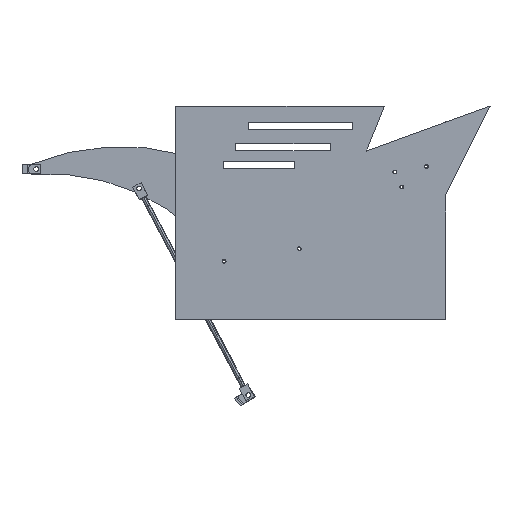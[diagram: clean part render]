
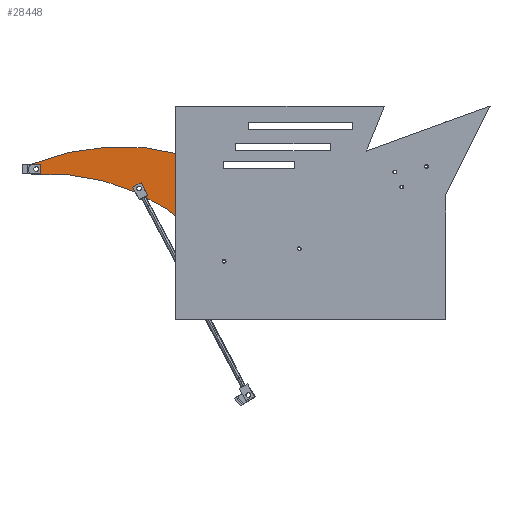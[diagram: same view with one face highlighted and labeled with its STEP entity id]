
A CAD part, left-side view. The second image highlights one B-rep face of the part: STEP entity #28448.
In plain terms, the highlighted face is planar.
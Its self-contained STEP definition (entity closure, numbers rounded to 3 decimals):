
#27352=CARTESIAN_POINT('Vertex',(76.381,0.,331.005)) ;
#27357=CARTESIAN_POINT('Axis2P3D Location',(71.381,0.,331.005)) ;
#27361=CARTESIAN_POINT('Vertex',(66.381,0.,331.005)) ;
#27383=CARTESIAN_POINT('Axis2P3D Location',(71.381,0.,331.005)) ;
#27409=CARTESIAN_POINT('Vertex',(-140.377,0.,290.283)) ;
#27414=CARTESIAN_POINT('Axis2P3D Location',(-145.377,0.,290.283)) ;
#27418=CARTESIAN_POINT('Vertex',(-150.377,0.,290.283)) ;
#27440=CARTESIAN_POINT('Axis2P3D Location',(-145.377,0.,290.283)) ;
#28181=CARTESIAN_POINT('Vertex',(-508.301,0.,177.552)) ;
#28187=CARTESIAN_POINT('Control Point',(-310.779,0.,147.813)) ;
#28188=CARTESIAN_POINT('Control Point',(-311.593,0.,147.907)) ;
#28189=CARTESIAN_POINT('Control Point',(-312.41,0.,148.001)) ;
#28190=CARTESIAN_POINT('Control Point',(-313.229,0.,148.095)) ;
#28191=CARTESIAN_POINT('Control Point',(-316.082,0.,148.421)) ;
#28192=CARTESIAN_POINT('Control Point',(-318.934,0.,148.746)) ;
#28193=CARTESIAN_POINT('Control Point',(-320.964,0.,148.977)) ;
#28194=CARTESIAN_POINT('Control Point',(-325.024,0.,149.439)) ;
#28195=CARTESIAN_POINT('Control Point',(-329.083,0.,149.9)) ;
#28196=CARTESIAN_POINT('Control Point',(-331.113,0.,150.13)) ;
#28197=CARTESIAN_POINT('Control Point',(-337.201,0.,150.82)) ;
#28198=CARTESIAN_POINT('Control Point',(-343.288,0.,151.512)) ;
#28199=CARTESIAN_POINT('Control Point',(-347.358,0.,151.977)) ;
#28200=CARTESIAN_POINT('Control Point',(-354.853,0.,152.841)) ;
#28201=CARTESIAN_POINT('Control Point',(-362.345,0.,153.726)) ;
#28202=CARTESIAN_POINT('Control Point',(-365.797,0.,154.138)) ;
#28203=CARTESIAN_POINT('Control Point',(-375.755,0.,155.344)) ;
#28204=CARTESIAN_POINT('Control Point',(-385.706,0.,156.599)) ;
#28205=CARTESIAN_POINT('Control Point',(-392.17,0.,157.441)) ;
#28206=CARTESIAN_POINT('Control Point',(-404.119,0.,159.052)) ;
#28207=CARTESIAN_POINT('Control Point',(-416.053,0.,160.765)) ;
#28208=CARTESIAN_POINT('Control Point',(-421.5,0.,161.569)) ;
#28209=CARTESIAN_POINT('Control Point',(-431.901,0.,163.152)) ;
#28210=CARTESIAN_POINT('Control Point',(-442.288,0.,164.827)) ;
#28211=CARTESIAN_POINT('Control Point',(-447.264,0.,165.653)) ;
#28212=CARTESIAN_POINT('Control Point',(-459.035,0.,167.66)) ;
#28213=CARTESIAN_POINT('Control Point',(-470.783,0.,169.803)) ;
#28214=CARTESIAN_POINT('Control Point',(-477.582,0.,171.094)) ;
#28215=CARTESIAN_POINT('Control Point',(-487.808,0.,173.118)) ;
#28216=CARTESIAN_POINT('Control Point',(-498.006,0.,175.274)) ;
#28217=CARTESIAN_POINT('Control Point',(-501.44,0.,176.017)) ;
#28218=CARTESIAN_POINT('Control Point',(-504.872,0.,176.776)) ;
#28219=CARTESIAN_POINT('Control Point',(-508.301,0.,177.552)) ;
#28220=CARTESIAN_POINT('Vertex',(-310.779,0.,147.813)) ;
#28280=CARTESIAN_POINT('Vertex',(81.456,0.,341.216)) ;
#28285=CARTESIAN_POINT('Axis2P3D Location',(-107.687,0.,-121.628)) ;
#28311=CARTESIAN_POINT('Vertex',(87.674,0.,331.959)) ;
#28316=CARTESIAN_POINT('Axis2P3D Location',(77.674,0.,331.959)) ;
#28345=CARTESIAN_POINT('Axis2P3D Location',(43.828,0.,-129.232)) ;
#28349=CARTESIAN_POINT('Vertex',(76.938,0.,319.548)) ;
#28369=CARTESIAN_POINT('Line Origine',(87.674,0.,330.74)) ;
#28373=CARTESIAN_POINT('Vertex',(87.674,0.,329.521)) ;
#28422=CARTESIAN_POINT('Axis2P3D Location',(0.,0.,0.)) ;
#28427=CARTESIAN_POINT('Axis2P3D Location',(77.674,0.,329.521)) ;
#27358=DIRECTION('Axis2P3D Direction',(0.,1.,0.)) ;
#27384=DIRECTION('Axis2P3D Direction',(0.,1.,0.)) ;
#27415=DIRECTION('Axis2P3D Direction',(0.,1.,0.)) ;
#27441=DIRECTION('Axis2P3D Direction',(0.,1.,0.)) ;
#28286=DIRECTION('Axis2P3D Direction',(0.,1.,0.)) ;
#28317=DIRECTION('Axis2P3D Direction',(0.,1.,0.)) ;
#28346=DIRECTION('Axis2P3D Direction',(0.,1.,0.)) ;
#28370=DIRECTION('Vector Direction',(0.,0.,1.)) ;
#28423=DIRECTION('Axis2P3D Direction',(0.,1.,0.)) ;
#28424=DIRECTION('Axis2P3D XDirection',(-1.,0.,0.)) ;
#28428=DIRECTION('Axis2P3D Direction',(0.,1.,0.)) ;
#27359=AXIS2_PLACEMENT_3D('Circle Axis2P3D',#27357,#27358,$) ;
#27385=AXIS2_PLACEMENT_3D('Circle Axis2P3D',#27383,#27384,$) ;
#27416=AXIS2_PLACEMENT_3D('Circle Axis2P3D',#27414,#27415,$) ;
#27442=AXIS2_PLACEMENT_3D('Circle Axis2P3D',#27440,#27441,$) ;
#28287=AXIS2_PLACEMENT_3D('Circle Axis2P3D',#28285,#28286,$) ;
#28318=AXIS2_PLACEMENT_3D('Circle Axis2P3D',#28316,#28317,$) ;
#28347=AXIS2_PLACEMENT_3D('Circle Axis2P3D',#28345,#28346,$) ;
#28425=AXIS2_PLACEMENT_3D('Plane Axis2P3D',#28422,#28423,#28424) ;
#28429=AXIS2_PLACEMENT_3D('Circle Axis2P3D',#28427,#28428,$) ;
#28433=ORIENTED_EDGE('',*,*,#28351,.T.) ;
#28434=ORIENTED_EDGE('',*,*,#28222,.T.) ;
#28435=ORIENTED_EDGE('',*,*,#28289,.T.) ;
#28436=ORIENTED_EDGE('',*,*,#28320,.T.) ;
#28437=ORIENTED_EDGE('',*,*,#28375,.T.) ;
#28438=ORIENTED_EDGE('',*,*,#28431,.T.) ;
#28441=ORIENTED_EDGE('',*,*,#27363,.F.) ;
#28442=ORIENTED_EDGE('',*,*,#27387,.F.) ;
#28445=ORIENTED_EDGE('',*,*,#27420,.F.) ;
#28446=ORIENTED_EDGE('',*,*,#27444,.F.) ;
#28443=FACE_BOUND('',#28440,.T.) ;
#28447=FACE_BOUND('',#28444,.T.) ;
#28371=VECTOR('Line Direction',#28370,1.) ;
#28448=ADVANCED_FACE('',(#28439,#28443,#28447),#28426,.T.) ;
#28186=B_SPLINE_CURVE_WITH_KNOTS('',5,(#28187,#28188,#28189,#28190,#28191,#28192,#28193,#28194,#28195,#28196,#28197,#28198,#28199,#28200,#28201,#28202,#28203,#28204,#28205,#28206,#28207,#28208,#28209,#28210,#28211,#28212,#28213,#28214,#28215,#28216,#28217,#28218,#28219),.UNSPECIFIED.,.F.,.U.,(6,3,3,3,3,3,3,3,3,3,6),(76.502,82.356,96.802,111.248,140.121,164.594,211.045,249.849,285.439,334.286,359.147),.UNSPECIFIED.) ;
#27360=CIRCLE('generated circle',#27359,5.) ;
#27386=CIRCLE('generated circle',#27385,5.) ;
#27417=CIRCLE('generated circle',#27416,5.) ;
#27443=CIRCLE('generated circle',#27442,5.) ;
#28288=CIRCLE('generated circle',#28287,500.) ;
#28319=CIRCLE('generated circle',#28318,10.) ;
#28348=CIRCLE('generated circle',#28347,450.) ;
#28430=CIRCLE('generated circle',#28429,10.) ;
#27363=EDGE_CURVE('',#27353,#27362,#27360,.T.) ;
#27387=EDGE_CURVE('',#27362,#27353,#27386,.T.) ;
#27420=EDGE_CURVE('',#27410,#27419,#27417,.T.) ;
#27444=EDGE_CURVE('',#27419,#27410,#27443,.T.) ;
#28222=EDGE_CURVE('',#28221,#28182,#28186,.T.) ;
#28289=EDGE_CURVE('',#28182,#28281,#28288,.T.) ;
#28320=EDGE_CURVE('',#28281,#28312,#28319,.T.) ;
#28351=EDGE_CURVE('',#28350,#28221,#28348,.F.) ;
#28375=EDGE_CURVE('',#28312,#28374,#28372,.F.) ;
#28431=EDGE_CURVE('',#28374,#28350,#28430,.T.) ;
#28432=EDGE_LOOP('',(#28433,#28434,#28435,#28436,#28437,#28438)) ;
#28440=EDGE_LOOP('',(#28441,#28442)) ;
#28444=EDGE_LOOP('',(#28445,#28446)) ;
#28439=FACE_OUTER_BOUND('',#28432,.T.) ;
#28372=LINE('Line',#28369,#28371) ;
#28426=PLANE('Plane',#28425) ;
#27353=VERTEX_POINT('',#27352) ;
#27362=VERTEX_POINT('',#27361) ;
#27410=VERTEX_POINT('',#27409) ;
#27419=VERTEX_POINT('',#27418) ;
#28182=VERTEX_POINT('',#28181) ;
#28221=VERTEX_POINT('',#28220) ;
#28281=VERTEX_POINT('',#28280) ;
#28312=VERTEX_POINT('',#28311) ;
#28350=VERTEX_POINT('',#28349) ;
#28374=VERTEX_POINT('',#28373) ;
